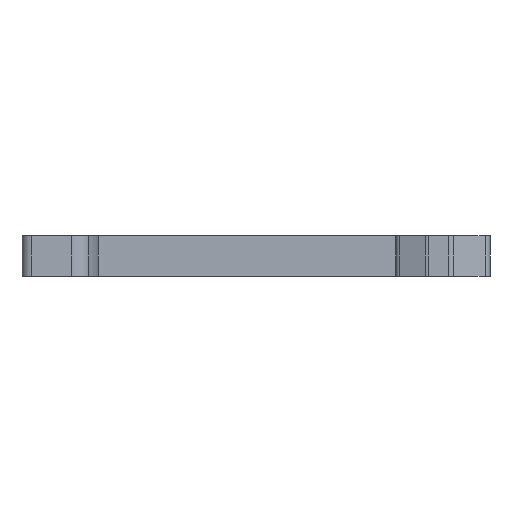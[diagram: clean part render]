
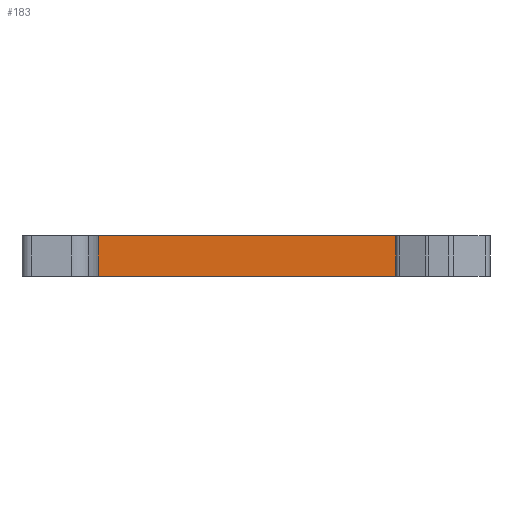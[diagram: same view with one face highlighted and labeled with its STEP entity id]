
A CAD part, front view. The second image highlights one B-rep face of the part: STEP entity #183.
In plain terms, the highlighted planar face has unit normal (0, -1, 0).
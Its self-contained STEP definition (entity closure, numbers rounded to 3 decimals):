
#118=PLANE('',#1847);
#183=ADVANCED_FACE('',(#303),#118,.F.);
#303=FACE_OUTER_BOUND('',#386,.T.);
#386=EDGE_LOOP('',(#1087,#1088,#1089,#1090));
#428=LINE('',#2381,#597);
#540=LINE('',#2712,#709);
#556=LINE('',#2760,#725);
#565=LINE('',#2790,#734);
#597=VECTOR('',#1895,1.);
#709=VECTOR('',#2193,1.);
#725=VECTOR('',#2233,1.);
#734=VECTOR('',#2260,1.);
#1087=ORIENTED_EDGE('',*,*,#1625,.T.);
#1088=ORIENTED_EDGE('',*,*,#1608,.F.);
#1089=ORIENTED_EDGE('',*,*,#1416,.T.);
#1090=ORIENTED_EDGE('',*,*,#1581,.T.);
#1252=VERTEX_POINT('',#2376);
#1254=VERTEX_POINT('',#2380);
#1380=VERTEX_POINT('',#2711);
#1401=VERTEX_POINT('',#2761);
#1416=EDGE_CURVE('',#1252,#1254,#428,.T.);
#1581=EDGE_CURVE('',#1254,#1380,#540,.T.);
#1608=EDGE_CURVE('',#1252,#1401,#556,.T.);
#1625=EDGE_CURVE('',#1380,#1401,#565,.T.);
#1847=AXIS2_PLACEMENT_3D('',#2791,#2261,#2262);
#1895=DIRECTION('',(0.,0.,-1.));
#2193=DIRECTION('',(1.,0.,0.));
#2233=DIRECTION('',(1.,0.,0.));
#2260=DIRECTION('',(0.,0.,1.));
#2261=DIRECTION('',(0.,1.,0.));
#2262=DIRECTION('',(-1.,0.,0.));
#2376=CARTESIAN_POINT('',(-37.,0.,4.2));
#2380=CARTESIAN_POINT('',(-37.,0.,0.));
#2381=CARTESIAN_POINT('',(-37.,0.,4.2));
#2711=CARTESIAN_POINT('',(-0.5,0.,0.));
#2712=CARTESIAN_POINT('',(-37.3,0.,0.));
#2760=CARTESIAN_POINT('',(-37.3,0.,4.2));
#2761=CARTESIAN_POINT('',(-0.5,0.,4.2));
#2790=CARTESIAN_POINT('',(-0.5,0.,1.5));
#2791=CARTESIAN_POINT('',(-37.3,0.,4.2));
